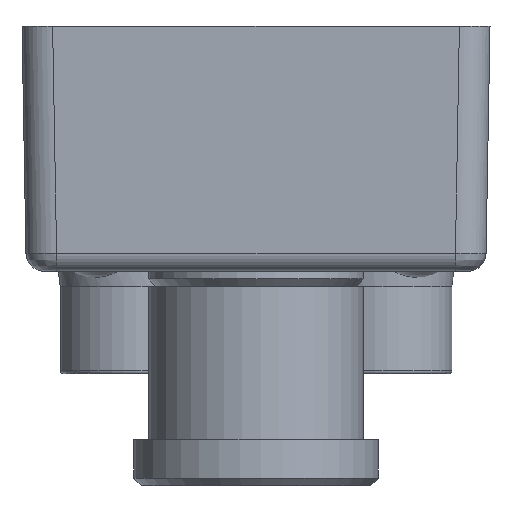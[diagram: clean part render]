
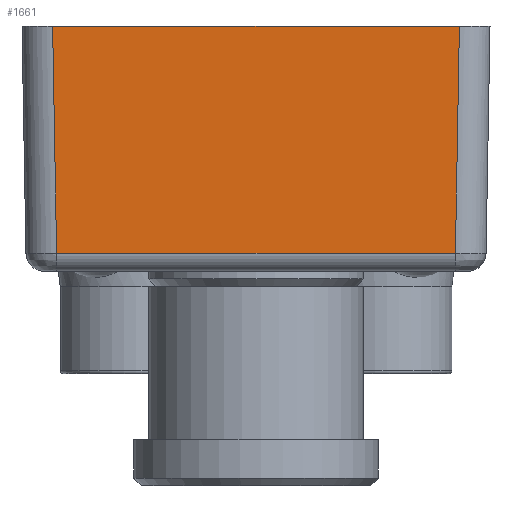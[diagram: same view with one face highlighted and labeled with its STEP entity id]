
A CAD part, front view. The second image highlights one B-rep face of the part: STEP entity #1661.
In plain terms, the highlighted planar face has unit normal (0, -1, -0.018).
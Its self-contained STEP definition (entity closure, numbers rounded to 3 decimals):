
#154=FACE_OUTER_BOUND('',#2535,.T.);
#583=LINE('',#10198,#959);
#584=LINE('',#10201,#960);
#585=LINE('',#10203,#961);
#586=LINE('',#10205,#962);
#959=VECTOR('',#7832,1.);
#960=VECTOR('',#7833,1.);
#961=VECTOR('',#7834,1.);
#962=VECTOR('',#7835,1.);
#1661=ADVANCED_FACE('',(#154),#2114,.F.);
#2114=PLANE('',#6773);
#2535=EDGE_LOOP('',(#3242,#3243,#3244,#3245));
#3242=ORIENTED_EDGE('',*,*,#5599,.T.);
#3243=ORIENTED_EDGE('',*,*,#5600,.T.);
#3244=ORIENTED_EDGE('',*,*,#5601,.T.);
#3245=ORIENTED_EDGE('',*,*,#5602,.T.);
#5019=VERTEX_POINT('',#10199);
#5020=VERTEX_POINT('',#10200);
#5021=VERTEX_POINT('',#10202);
#5022=VERTEX_POINT('',#10204);
#5599=EDGE_CURVE('',#5019,#5020,#583,.T.);
#5600=EDGE_CURVE('',#5020,#5021,#584,.T.);
#5601=EDGE_CURVE('',#5021,#5022,#585,.T.);
#5602=EDGE_CURVE('',#5022,#5019,#586,.T.);
#6773=AXIS2_PLACEMENT_3D('',#10206,#7836,#7837);
#7832=DIRECTION('',(-1.,0.,0.));
#7833=DIRECTION('',(0.017,0.017,-1.));
#7834=DIRECTION('',(1.,0.,0.));
#7835=DIRECTION('',(0.017,-0.017,1.));
#7836=DIRECTION('',(0.,1.,0.017));
#7837=DIRECTION('',(0.,-0.017,1.));
#10198=CARTESIAN_POINT('',(0.,2.121,16.));
#10199=CARTESIAN_POINT('',(-1.72,2.121,16.));
#10200=CARTESIAN_POINT('',(-28.28,2.121,16.));
#10201=CARTESIAN_POINT('',(-27.993,2.408,-0.447));
#10202=CARTESIAN_POINT('',(-28.021,2.38,1.179));
#10203=CARTESIAN_POINT('',(0.,2.38,1.179));
#10204=CARTESIAN_POINT('',(-1.979,2.38,1.179));
#10205=CARTESIAN_POINT('',(-1.998,2.399,0.077));
#10206=CARTESIAN_POINT('',(0.,2.4,0.042));
